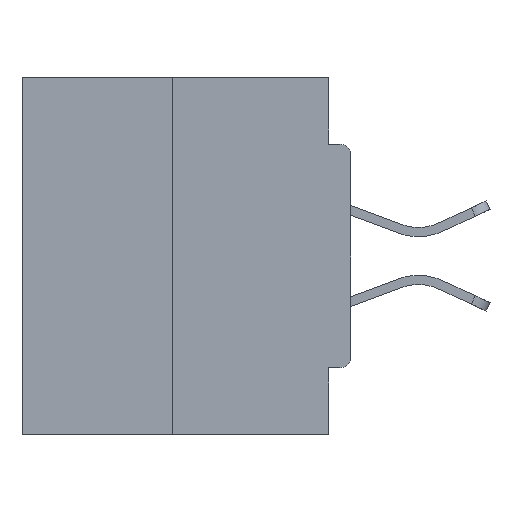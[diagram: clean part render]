
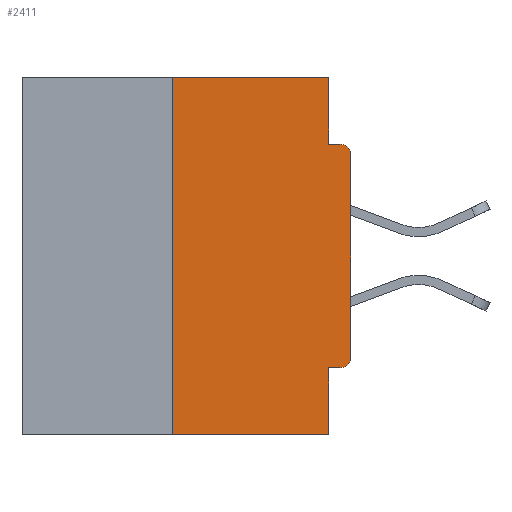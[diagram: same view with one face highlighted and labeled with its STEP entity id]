
A CAD part, left-side view. The second image highlights one B-rep face of the part: STEP entity #2411.
In plain terms, the highlighted planar face has unit normal (-1, 0, 0).
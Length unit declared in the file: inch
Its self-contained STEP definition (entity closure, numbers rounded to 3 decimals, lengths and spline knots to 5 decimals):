
#921 = ORIENTED_EDGE ( 'NONE', *, *, #12707, .F. ) ;
#2125 = EDGE_CURVE ( 'NONE', #28507, #18381, #3893, .T. ) ;
#2411 = ADVANCED_FACE ( 'NONE', ( #28159 ), #5212, .F. ) ;
#2667 = LINE ( 'NONE', #17266, #25215 ) ;
#2748 = CARTESIAN_POINT ( 'NONE',  ( 0., 0.46, 0. ) ) ;
#3893 = LINE ( 'NONE', #26645, #8760 ) ;
#4191 = VECTOR ( 'NONE', #19005, 39.37008 ) ;
#4225 = LINE ( 'NONE', #7454, #4191 ) ;
#4323 = VERTEX_POINT ( 'NONE', #13270 ) ;
#4438 = ORIENTED_EDGE ( 'NONE', *, *, #34113, .T. ) ;
#4678 = DIRECTION ( 'NONE',  ( -1., 0., 0. ) ) ;
#5166 = VERTEX_POINT ( 'NONE', #5195 ) ;
#5195 = CARTESIAN_POINT ( 'NONE',  ( 0., 0.031, 0. ) ) ;
#5212 = PLANE ( 'NONE',  #34845 ) ;
#5484 = CARTESIAN_POINT ( 'NONE',  ( 0., 0.46, -0.5 ) ) ;
#5625 = CIRCLE ( 'NONE', #23204, 0.015 ) ;
#5869 = DIRECTION ( 'NONE',  ( 0., 0., 1. ) ) ;
#7172 = CARTESIAN_POINT ( 'NONE',  ( 0., 0.25, -0.5 ) ) ;
#7264 = VECTOR ( 'NONE', #20863, 39.37008 ) ;
#7370 = VECTOR ( 'NONE', #15262, 39.37008 ) ;
#7454 = CARTESIAN_POINT ( 'NONE',  ( 0., 0., -0.4065 ) ) ;
#7559 = CARTESIAN_POINT ( 'NONE',  ( 0., 0.015, -0.3915 ) ) ;
#7708 = DIRECTION ( 'NONE',  ( 0., 0., -1. ) ) ;
#7796 = CARTESIAN_POINT ( 'NONE',  ( 0., 0.031, 0. ) ) ;
#8760 = VECTOR ( 'NONE', #32715, 39.37008 ) ;
#10026 = CARTESIAN_POINT ( 'NONE',  ( 0., 0.015, -0.0935 ) ) ;
#10189 = DIRECTION ( 'NONE',  ( -1., 0., 0. ) ) ;
#10353 = CARTESIAN_POINT ( 'NONE',  ( 0., 0.015, -0.1085 ) ) ;
#10383 = ORIENTED_EDGE ( 'NONE', *, *, #33589, .F. ) ;
#11379 = CARTESIAN_POINT ( 'NONE',  ( 0., 0.031, -0.4065 ) ) ;
#11606 = ORIENTED_EDGE ( 'NONE', *, *, #34468, .F. ) ;
#12151 = VECTOR ( 'NONE', #37351, 39.37008 ) ;
#12279 = EDGE_LOOP ( 'NONE', ( #11606, #13572, #21201, #23817, #921, #29573, #4438, #31255, #24389, #10383 ) ) ;
#12313 = CARTESIAN_POINT ( 'NONE',  ( 0., 0., -0.0935 ) ) ;
#12707 = EDGE_CURVE ( 'NONE', #37300, #28507, #4225, .T. ) ;
#12944 = CIRCLE ( 'NONE', #14797, 0.015 ) ;
#13270 = CARTESIAN_POINT ( 'NONE',  ( 0., 0.25, 0. ) ) ;
#13472 = DIRECTION ( 'NONE',  ( 0., 0., -1. ) ) ;
#13572 = ORIENTED_EDGE ( 'NONE', *, *, #20431, .F. ) ;
#14315 = VECTOR ( 'NONE', #31443, 39.37008 ) ;
#14376 = LINE ( 'NONE', #5484, #12151 ) ;
#14797 = AXIS2_PLACEMENT_3D ( 'NONE', #7559, #10189, #21773 ) ;
#15067 = CARTESIAN_POINT ( 'NONE',  ( 0., 0.031, -0.0935 ) ) ;
#15262 = DIRECTION ( 'NONE',  ( 0., 0., 1. ) ) ;
#15597 = EDGE_CURVE ( 'NONE', #37398, #18381, #14376, .T. ) ;
#17252 = CARTESIAN_POINT ( 'NONE',  ( 0., 0.031, -0.5 ) ) ;
#17266 = CARTESIAN_POINT ( 'NONE',  ( 0., 0., 0. ) ) ;
#18168 = EDGE_CURVE ( 'NONE', #25698, #24679, #35286, .T. ) ;
#18381 = VERTEX_POINT ( 'NONE', #17252 ) ;
#19005 = DIRECTION ( 'NONE',  ( 0., 1., 0. ) ) ;
#19423 = DIRECTION ( 'NONE',  ( 1., 0., 0. ) ) ;
#20239 = LINE ( 'NONE', #31808, #7370 ) ;
#20431 = EDGE_CURVE ( 'NONE', #37398, #4323, #20239, .T. ) ;
#20605 = CARTESIAN_POINT ( 'NONE',  ( 0., 0.46, 0. ) ) ;
#20863 = DIRECTION ( 'NONE',  ( 0., -1., 0. ) ) ;
#21201 = ORIENTED_EDGE ( 'NONE', *, *, #15597, .T. ) ;
#21773 = DIRECTION ( 'NONE',  ( 0., 0., -1. ) ) ;
#23204 = AXIS2_PLACEMENT_3D ( 'NONE', #10353, #4678, #7708 ) ;
#23817 = ORIENTED_EDGE ( 'NONE', *, *, #2125, .F. ) ;
#23892 = CARTESIAN_POINT ( 'NONE',  ( 0., 0.015, -0.4065 ) ) ;
#24389 = ORIENTED_EDGE ( 'NONE', *, *, #18168, .F. ) ;
#24679 = VERTEX_POINT ( 'NONE', #10026 ) ;
#25215 = VECTOR ( 'NONE', #5869, 39.37008 ) ;
#25698 = VERTEX_POINT ( 'NONE', #15067 ) ;
#25731 = VERTEX_POINT ( 'NONE', #29870 ) ;
#26645 = CARTESIAN_POINT ( 'NONE',  ( 0., 0.031, -0.5 ) ) ;
#27621 = VERTEX_POINT ( 'NONE', #36505 ) ;
#28159 = FACE_OUTER_BOUND ( 'NONE', #12279, .T. ) ;
#28276 = LINE ( 'NONE', #7796, #35464 ) ;
#28507 = VERTEX_POINT ( 'NONE', #11379 ) ;
#29245 = EDGE_CURVE ( 'NONE', #25731, #24679, #5625, .T. ) ;
#29573 = ORIENTED_EDGE ( 'NONE', *, *, #32271, .T. ) ;
#29870 = CARTESIAN_POINT ( 'NONE',  ( 0., 0., -0.1085 ) ) ;
#31255 = ORIENTED_EDGE ( 'NONE', *, *, #29245, .T. ) ;
#31443 = DIRECTION ( 'NONE',  ( 0., -1., 0. ) ) ;
#31808 = CARTESIAN_POINT ( 'NONE',  ( 0., 0.25, 0. ) ) ;
#32271 = EDGE_CURVE ( 'NONE', #37300, #27621, #12944, .T. ) ;
#32715 = DIRECTION ( 'NONE',  ( 0., 0., -1. ) ) ;
#33589 = EDGE_CURVE ( 'NONE', #5166, #25698, #28276, .T. ) ;
#34113 = EDGE_CURVE ( 'NONE', #27621, #25731, #2667, .T. ) ;
#34468 = EDGE_CURVE ( 'NONE', #4323, #5166, #34850, .T. ) ;
#34845 = AXIS2_PLACEMENT_3D ( 'NONE', #2748, #19423, #37277 ) ;
#34850 = LINE ( 'NONE', #20605, #14315 ) ;
#35286 = LINE ( 'NONE', #12313, #7264 ) ;
#35464 = VECTOR ( 'NONE', #13472, 39.37008 ) ;
#36505 = CARTESIAN_POINT ( 'NONE',  ( 0., 0., -0.3915 ) ) ;
#37277 = DIRECTION ( 'NONE',  ( 0., 0., -1. ) ) ;
#37300 = VERTEX_POINT ( 'NONE', #23892 ) ;
#37351 = DIRECTION ( 'NONE',  ( 0., -1., 0. ) ) ;
#37398 = VERTEX_POINT ( 'NONE', #7172 ) ;
